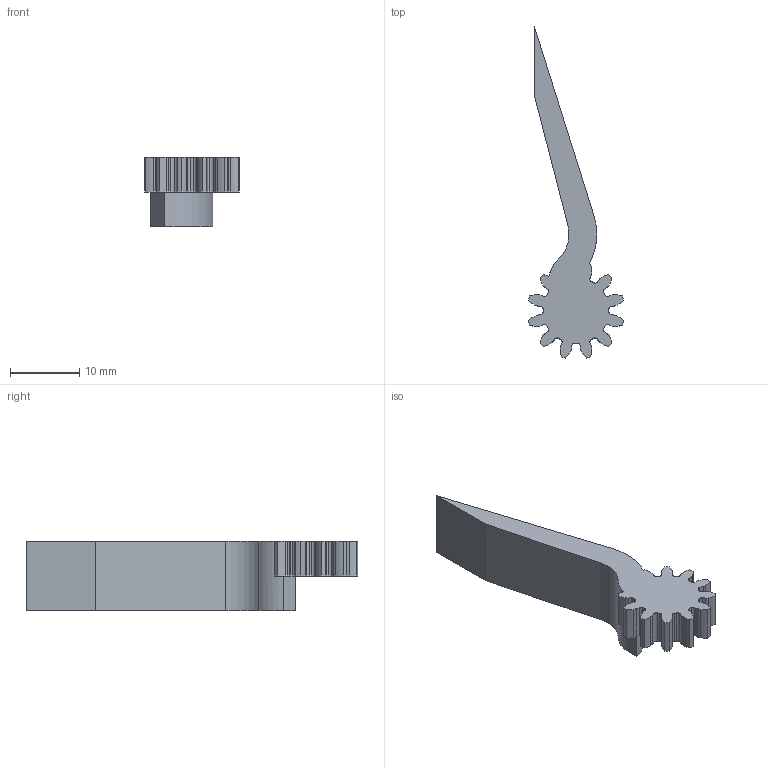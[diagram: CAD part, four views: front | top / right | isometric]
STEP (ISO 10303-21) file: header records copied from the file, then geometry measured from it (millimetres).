
FILE_DESCRIPTION(('FreeCAD Model'),'2;1');
FILE_NAME( 'r_gripper_gear.step', '2015-03-25T10:05:44',('Author'),(''), 'Open CASCADE STEP processor 6.7','FreeCAD','Unknown');
FILE_SCHEMA(('AUTOMOTIVE_DESIGN_CC2 { 1 2 10303 214 -1 1 5 4 }'));
Length unit declared in the file: millimetre
Products named in the file (1): r_gripper_gear
Bounding box: 13.67 x 47.84 x 10 mm (x, y, z)
Volume: 1686.2 mm3; surface area: 1595.6 mm2
Topology: 1 solids, 1 shells, 116 faces, 339 edges, 226 vertices
Faces by surface type: cylinder 46, extrusion 41, plane 29
Full cylindrical faces by diameter (mm): 4.8 x1
Entity records: 9003 total; most frequent: CARTESIAN_POINT 2579, DIRECTION 1078, VECTOR 693, ORIENTED_EDGE 678, PCURVE 678, DEFINITIONAL_REPRESENTATION 678, LINE 652, EDGE_CURVE 339
